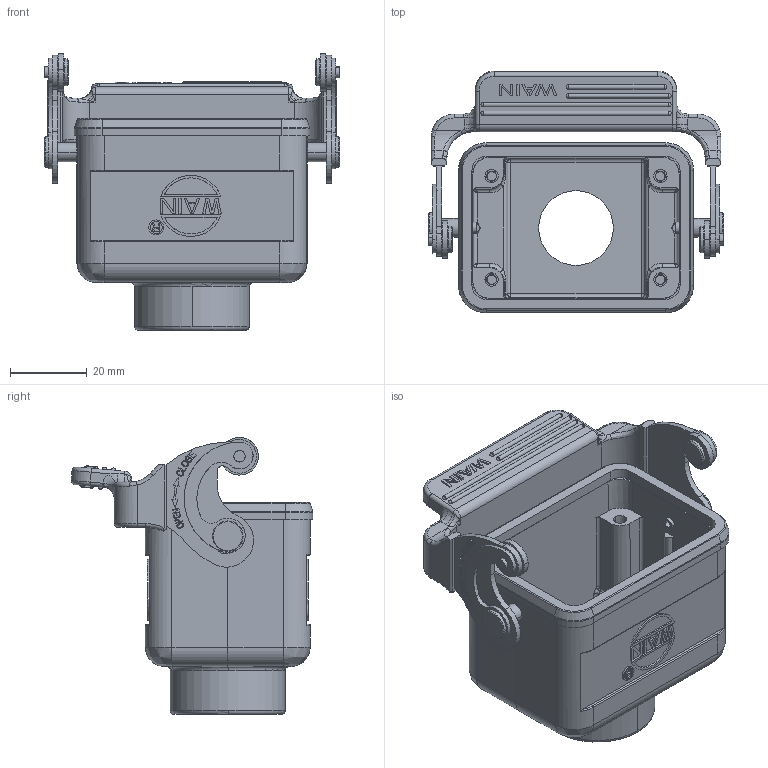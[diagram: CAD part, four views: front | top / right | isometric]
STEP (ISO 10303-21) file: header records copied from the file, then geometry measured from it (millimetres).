
FILE_DESCRIPTION((''),'2;1');
FILE_NAME('ASM0005_ASM','2020-05-09T',('lian.chen'),(''),'PRO/ENGINEER BY PARAMETRIC TECHNOLOGY CORPORATION, 2012480','PRO/ENGINEER BY PARAMETRIC TECHNOLOGY CORPORATION, 2012480','');
FILE_SCHEMA(('AUTOMOTIVE_DESIGN { 1 0 10303 214 1 1 1 1 }'));
Length unit declared in the file: millimetre
Products named in the file (2): MSBR-1; ASM0005_ASM
Assembly tree (1 placements, depth 2):
  ASM0005_ASM
    MSBR-1
Bounding box: 77 x 63.06 x 72.25 mm (x, y, z)
Volume: 50981.6 mm3; surface area: 31441.4 mm2
Topology: 4 solids, 34 shells, 1267 faces, 3351 edges, 2184 vertices
Faces by surface type: plane 597, extrusion 265, cylinder 200, cone 64, bspline 58, torus 49, sphere 34
Entity records: 47436 total; most frequent: CARTESIAN_POINT 13495, ORIENTED_EDGE 6521, DIRECTION 5451, EDGE_CURVE 3298, VERTEX_POINT 2184, VECTOR 2159, LINE 1894, AXIS2_PLACEMENT_3D 1646
